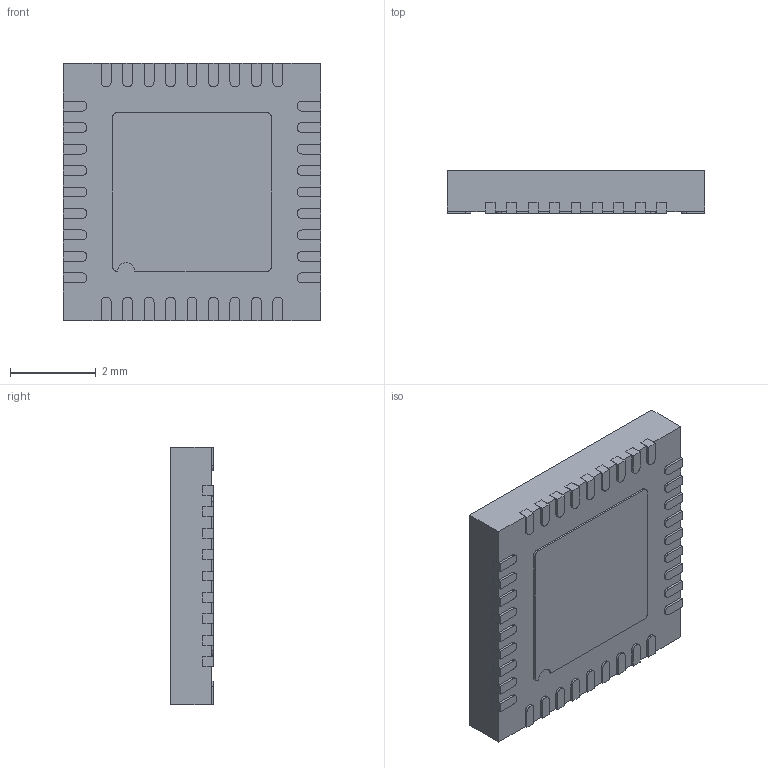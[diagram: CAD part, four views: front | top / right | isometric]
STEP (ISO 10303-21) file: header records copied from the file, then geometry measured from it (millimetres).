
FILE_DESCRIPTION (( 'STEP AP214' ), '1' );
FILE_NAME ('STM32F103TBU6.STEP', '2020-03-17T21:22:10', ( '' ), ( '' ), 'SwSTEP 2.0', 'SolidWorks 2017', '' );
FILE_SCHEMA (( 'AUTOMOTIVE_DESIGN' ));
Length unit declared in the file: millimetre
Products named in the file (1): STM32F103TBU6
Bounding box: 6 x 1 x 6 mm (x, y, z)
Volume: 35.1 mm3; surface area: 157.8 mm2
Topology: 38 solids, 38 shells, 406 faces, 987 edges, 658 vertices
Faces by surface type: plane 305, cylinder 101
Entity records: 12200 total; most frequent: CARTESIAN_POINT 2052, DIRECTION 2003, ORIENTED_EDGE 1974, EDGE_CURVE 987, LINE 785, VECTOR 785, VERTEX_POINT 658, AXIS2_PLACEMENT_3D 609
